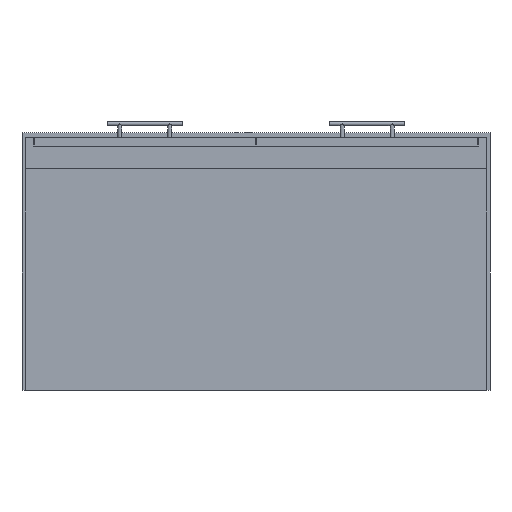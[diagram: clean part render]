
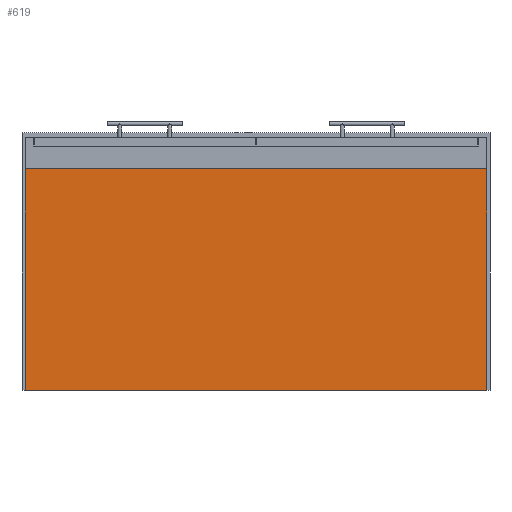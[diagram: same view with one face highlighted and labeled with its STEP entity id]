
A CAD part, front view. The second image highlights one B-rep face of the part: STEP entity #619.
In plain terms, the highlighted planar face has unit normal (0, -1, 0).
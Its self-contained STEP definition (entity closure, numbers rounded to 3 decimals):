
#142 = CARTESIAN_POINT ( 'NONE',  ( 895.637, -490., 0. ) ) ;
#152 = AXIS2_PLACEMENT_3D ( 'NONE', #142, #671, #327 ) ;
#188 = VECTOR ( 'NONE', #1010, 1000. ) ;
#250 = VECTOR ( 'NONE', #1783, 1000. ) ;
#315 = LINE ( 'NONE', #1003, #1671 ) ;
#327 = DIRECTION ( 'NONE',  ( 0., 0., -1. ) ) ;
#334 = DIRECTION ( 'NONE',  ( -1., 0., 0. ) ) ;
#336 = CARTESIAN_POINT ( 'NONE',  ( -444., -490., 426. ) ) ;
#342 = EDGE_CURVE ( 'NONE', #979, #635, #585, .T. ) ;
#428 = CARTESIAN_POINT ( 'NONE',  ( 444., -490., 426. ) ) ;
#462 = VERTEX_POINT ( 'NONE', #622 ) ;
#559 = VECTOR ( 'NONE', #1585, 1000. ) ;
#585 = LINE ( 'NONE', #1920, #559 ) ;
#619 = ADVANCED_FACE ( 'NONE', ( #1149 ), #1205, .T. ) ;
#622 = CARTESIAN_POINT ( 'NONE',  ( 444., -490., 0. ) ) ;
#635 = VERTEX_POINT ( 'NONE', #336 ) ;
#656 = LINE ( 'NONE', #1022, #188 ) ;
#666 = CARTESIAN_POINT ( 'NONE',  ( -444., -490., 0. ) ) ;
#671 = DIRECTION ( 'NONE',  ( 0., -1., 0. ) ) ;
#726 = CARTESIAN_POINT ( 'NONE',  ( 444., -490., 0. ) ) ;
#979 = VERTEX_POINT ( 'NONE', #428 ) ;
#1003 = CARTESIAN_POINT ( 'NONE',  ( 895.637, -490., 0. ) ) ;
#1010 = DIRECTION ( 'NONE',  ( 0., 0., 1. ) ) ;
#1022 = CARTESIAN_POINT ( 'NONE',  ( -444., -490., 0. ) ) ;
#1076 = ORIENTED_EDGE ( 'NONE', *, *, #342, .T. ) ;
#1149 = FACE_OUTER_BOUND ( 'NONE', #1237, .T. ) ;
#1188 = VERTEX_POINT ( 'NONE', #666 ) ;
#1199 = ORIENTED_EDGE ( 'NONE', *, *, #1430, .F. ) ;
#1205 = PLANE ( 'NONE',  #152 ) ;
#1212 = LINE ( 'NONE', #726, #250 ) ;
#1237 = EDGE_LOOP ( 'NONE', ( #1340, #1876, #1076, #1199 ) ) ;
#1340 = ORIENTED_EDGE ( 'NONE', *, *, #1954, .F. ) ;
#1430 = EDGE_CURVE ( 'NONE', #1188, #635, #656, .T. ) ;
#1585 = DIRECTION ( 'NONE',  ( -1., 0., 0. ) ) ;
#1671 = VECTOR ( 'NONE', #334, 1000. ) ;
#1783 = DIRECTION ( 'NONE',  ( 0., 0., 1. ) ) ;
#1876 = ORIENTED_EDGE ( 'NONE', *, *, #2213, .T. ) ;
#1920 = CARTESIAN_POINT ( 'NONE',  ( 895.637, -490., 426. ) ) ;
#1954 = EDGE_CURVE ( 'NONE', #462, #1188, #315, .T. ) ;
#2213 = EDGE_CURVE ( 'NONE', #462, #979, #1212, .T. ) ;
